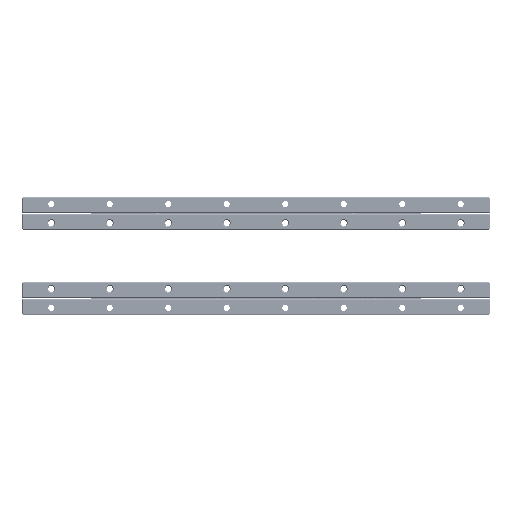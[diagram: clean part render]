
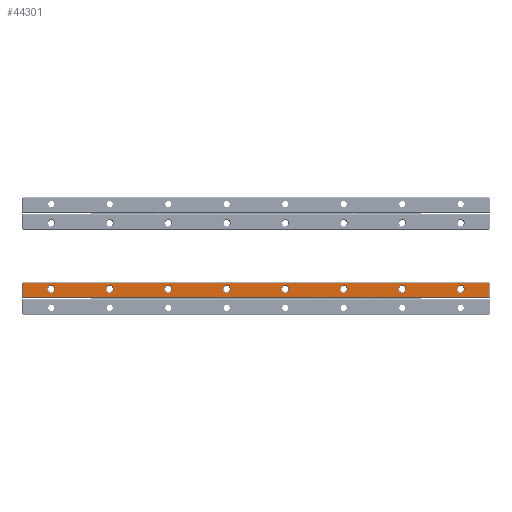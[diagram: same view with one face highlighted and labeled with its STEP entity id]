
A CAD part, top view. The second image highlights one B-rep face of the part: STEP entity #44301.
In plain terms, the highlighted planar face has unit normal (0, 0, 1).
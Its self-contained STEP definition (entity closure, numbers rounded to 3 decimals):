
#6919=LINE('',#214492,#19539);
#6920=LINE('',#214495,#19540);
#6921=LINE('',#214497,#19541);
#6922=LINE('',#214499,#19542);
#19539=VECTOR('',#171664,1.);
#19540=VECTOR('',#171665,1.);
#19541=VECTOR('',#171666,1.);
#19542=VECTOR('',#171667,1.);
#40247=FACE_BOUND('',#62877,.T.);
#40248=FACE_BOUND('',#62878,.T.);
#40249=FACE_BOUND('',#62879,.T.);
#40250=FACE_BOUND('',#62880,.T.);
#40251=FACE_BOUND('',#62881,.T.);
#40252=FACE_BOUND('',#62882,.T.);
#40253=FACE_BOUND('',#62883,.T.);
#40254=FACE_BOUND('',#62884,.T.);
#40255=FACE_BOUND('',#62885,.T.);
#44301=ADVANCED_FACE('',(#40247,#40248,#40249,#40250,#40251,#40252,#40253,
#40254,#40255),#51574,.T.);
#51574=PLANE('',#153600);
#62877=EDGE_LOOP('',(#78023,#78024,#78025,#78026));
#62878=EDGE_LOOP('',(#78027));
#62879=EDGE_LOOP('',(#78028));
#62880=EDGE_LOOP('',(#78029));
#62881=EDGE_LOOP('',(#78030));
#62882=EDGE_LOOP('',(#78031));
#62883=EDGE_LOOP('',(#78032));
#62884=EDGE_LOOP('',(#78033));
#62885=EDGE_LOOP('',(#78034));
#78023=ORIENTED_EDGE('',*,*,#129083,.T.);
#78024=ORIENTED_EDGE('',*,*,#129084,.T.);
#78025=ORIENTED_EDGE('',*,*,#129085,.T.);
#78026=ORIENTED_EDGE('',*,*,#129086,.T.);
#78027=ORIENTED_EDGE('',*,*,#129087,.T.);
#78028=ORIENTED_EDGE('',*,*,#129088,.T.);
#78029=ORIENTED_EDGE('',*,*,#129089,.T.);
#78030=ORIENTED_EDGE('',*,*,#129090,.T.);
#78031=ORIENTED_EDGE('',*,*,#129091,.T.);
#78032=ORIENTED_EDGE('',*,*,#129092,.T.);
#78033=ORIENTED_EDGE('',*,*,#129093,.T.);
#78034=ORIENTED_EDGE('',*,*,#129094,.T.);
#114111=VERTEX_POINT('',#214493);
#114112=VERTEX_POINT('',#214494);
#114113=VERTEX_POINT('',#214496);
#114114=VERTEX_POINT('',#214498);
#114115=VERTEX_POINT('',#214501);
#114116=VERTEX_POINT('',#214503);
#114117=VERTEX_POINT('',#214505);
#114118=VERTEX_POINT('',#214507);
#114119=VERTEX_POINT('',#214509);
#114120=VERTEX_POINT('',#214511);
#114121=VERTEX_POINT('',#214513);
#114122=VERTEX_POINT('',#214515);
#129083=EDGE_CURVE('',#114111,#114112,#6919,.T.);
#129084=EDGE_CURVE('',#114112,#114113,#6920,.T.);
#129085=EDGE_CURVE('',#114113,#114114,#6921,.T.);
#129086=EDGE_CURVE('',#114114,#114111,#6922,.T.);
#129087=EDGE_CURVE('',#114115,#114115,#146370,.T.);
#129088=EDGE_CURVE('',#114116,#114116,#146371,.T.);
#129089=EDGE_CURVE('',#114117,#114117,#146372,.T.);
#129090=EDGE_CURVE('',#114118,#114118,#146373,.T.);
#129091=EDGE_CURVE('',#114119,#114119,#146374,.T.);
#129092=EDGE_CURVE('',#114120,#114120,#146375,.T.);
#129093=EDGE_CURVE('',#114121,#114121,#146376,.T.);
#129094=EDGE_CURVE('',#114122,#114122,#146377,.T.);
#146370=CIRCLE('',#153592,2.7);
#146371=CIRCLE('',#153593,2.7);
#146372=CIRCLE('',#153594,2.7);
#146373=CIRCLE('',#153595,2.7);
#146374=CIRCLE('',#153596,2.7);
#146375=CIRCLE('',#153597,2.7);
#146376=CIRCLE('',#153598,2.7);
#146377=CIRCLE('',#153599,2.7);
#153592=AXIS2_PLACEMENT_3D('',#214500,#171668,#171669);
#153593=AXIS2_PLACEMENT_3D('',#214502,#171670,#171671);
#153594=AXIS2_PLACEMENT_3D('',#214504,#171672,#171673);
#153595=AXIS2_PLACEMENT_3D('',#214506,#171674,#171675);
#153596=AXIS2_PLACEMENT_3D('',#214508,#171676,#171677);
#153597=AXIS2_PLACEMENT_3D('',#214510,#171678,#171679);
#153598=AXIS2_PLACEMENT_3D('',#214512,#171680,#171681);
#153599=AXIS2_PLACEMENT_3D('',#214514,#171682,#171683);
#153600=AXIS2_PLACEMENT_3D('',#214516,#171684,#171685);
#171664=DIRECTION('',(0.,1.,0.));
#171665=DIRECTION('',(-1.,0.,0.));
#171666=DIRECTION('',(0.,-1.,0.));
#171667=DIRECTION('',(1.,0.,0.));
#171668=DIRECTION('',(0.,0.,-1.));
#171669=DIRECTION('',(1.,0.,0.));
#171670=DIRECTION('',(0.,0.,-1.));
#171671=DIRECTION('',(1.,0.,0.));
#171672=DIRECTION('',(0.,0.,-1.));
#171673=DIRECTION('',(1.,0.,0.));
#171674=DIRECTION('',(0.,0.,-1.));
#171675=DIRECTION('',(1.,0.,0.));
#171676=DIRECTION('',(0.,0.,-1.));
#171677=DIRECTION('',(1.,0.,0.));
#171678=DIRECTION('',(0.,0.,-1.));
#171679=DIRECTION('',(1.,0.,0.));
#171680=DIRECTION('',(0.,0.,-1.));
#171681=DIRECTION('',(1.,0.,0.));
#171682=DIRECTION('',(0.,0.,-1.));
#171683=DIRECTION('',(1.,0.,0.));
#171684=DIRECTION('',(0.,0.,1.));
#171685=DIRECTION('',(-1.,0.,0.));
#214492=CARTESIAN_POINT('',(319.5,24.1,8.));
#214493=CARTESIAN_POINT('',(319.5,19.3,8.));
#214494=CARTESIAN_POINT('',(319.5,28.9,8.));
#214495=CARTESIAN_POINT('',(160.,28.9,8.));
#214496=CARTESIAN_POINT('',(0.5,28.9,8.));
#214497=CARTESIAN_POINT('',(0.5,24.1,8.));
#214498=CARTESIAN_POINT('',(0.5,19.3,8.));
#214499=CARTESIAN_POINT('',(160.,19.3,8.));
#214500=CARTESIAN_POINT('',(300.,24.9,8.));
#214501=CARTESIAN_POINT('',(302.7,24.9,8.));
#214502=CARTESIAN_POINT('',(260.,24.9,8.));
#214503=CARTESIAN_POINT('',(262.7,24.9,8.));
#214504=CARTESIAN_POINT('',(100.,24.9,8.));
#214505=CARTESIAN_POINT('',(102.7,24.9,8.));
#214506=CARTESIAN_POINT('',(220.,24.9,8.));
#214507=CARTESIAN_POINT('',(222.7,24.9,8.));
#214508=CARTESIAN_POINT('',(60.,24.9,8.));
#214509=CARTESIAN_POINT('',(62.7,24.9,8.));
#214510=CARTESIAN_POINT('',(180.,24.9,8.));
#214511=CARTESIAN_POINT('',(182.7,24.9,8.));
#214512=CARTESIAN_POINT('',(20.,24.9,8.));
#214513=CARTESIAN_POINT('',(22.7,24.9,8.));
#214514=CARTESIAN_POINT('',(140.,24.9,8.));
#214515=CARTESIAN_POINT('',(142.7,24.9,8.));
#214516=CARTESIAN_POINT('',(160.,24.1,8.));
